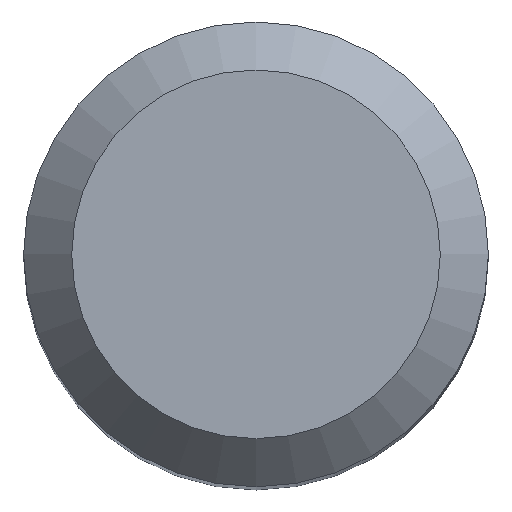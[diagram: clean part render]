
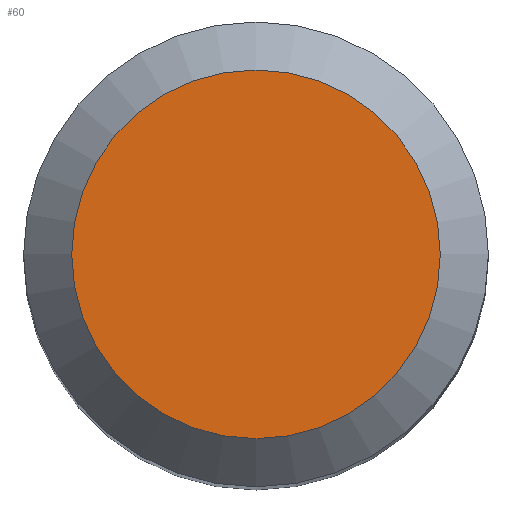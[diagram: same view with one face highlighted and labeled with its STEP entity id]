
A CAD part, top view. The second image highlights one B-rep face of the part: STEP entity #60.
In plain terms, the highlighted planar face has unit normal (0, 0, 1).
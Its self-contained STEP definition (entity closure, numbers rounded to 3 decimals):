
#41=PLANE('',#190);
#45=FACE_OUTER_BOUND('',#91,.T.);
#60=ADVANCED_FACE('',(#45),#41,.T.);
#91=EDGE_LOOP('',(#109));
#109=ORIENTED_EDGE('',*,*,#130,.T.);
#121=VERTEX_POINT('',#274);
#130=EDGE_CURVE('',#121,#121,#139,.T.);
#139=CIRCLE('',#189,3.965);
#189=AXIS2_PLACEMENT_3D('',#273,#234,#235);
#190=AXIS2_PLACEMENT_3D('',#275,#236,#237);
#234=DIRECTION('',(0.,0.,1.));
#235=DIRECTION('',(1.,0.,0.));
#236=DIRECTION('',(0.,0.,1.));
#237=DIRECTION('',(1.,0.,0.));
#273=CARTESIAN_POINT('',(0.,0.,40.));
#274=CARTESIAN_POINT('',(3.965,0.,40.));
#275=CARTESIAN_POINT('',(0.,0.,40.));
